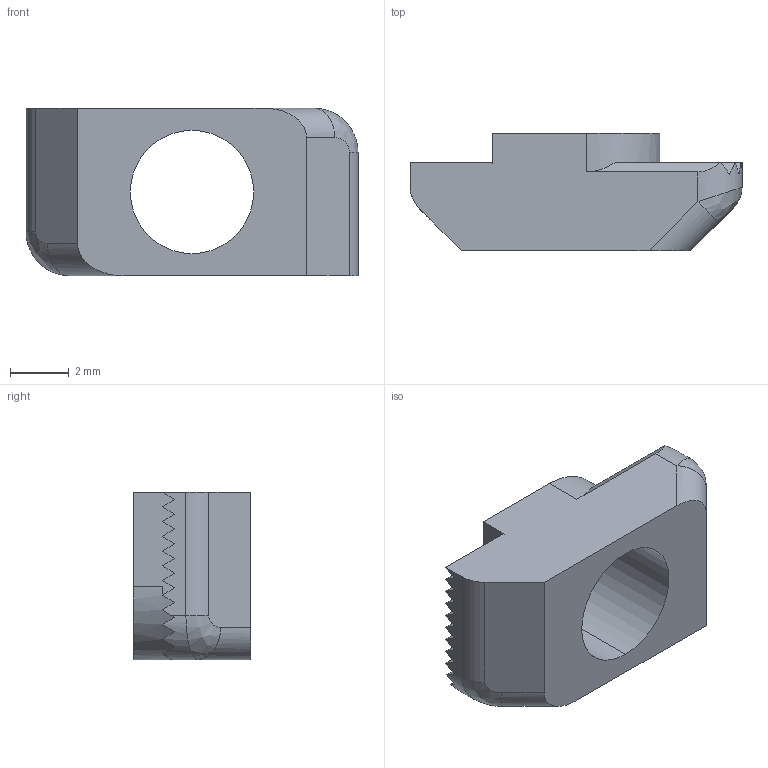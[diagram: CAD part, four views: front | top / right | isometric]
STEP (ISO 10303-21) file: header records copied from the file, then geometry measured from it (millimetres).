
FILE_DESCRIPTION (( 'STEP AP203' ), '1' );
FILE_NAME ('084.302.061.STEP', '2015-05-14T10:16:03', ( '' ), ( '' ), 'SwSTEP 2.0', 'SolidWorks 2012', '' );
FILE_SCHEMA (( 'CONFIG_CONTROL_DESIGN' ));
Length unit declared in the file: millimetre
Products named in the file (1): 084.302.061
Bounding box: 11.3 x 4 x 5.7 mm (x, y, z)
Volume: 140.8 mm3; surface area: 280.1 mm2
Topology: 1 solids, 1 shells, 70 faces, 198 edges, 130 vertices
Faces by surface type: plane 58, cylinder 10, bspline 2
Entity records: 2359 total; most frequent: CARTESIAN_POINT 571, ORIENTED_EDGE 396, DIRECTION 312, EDGE_CURVE 198, LINE 146, VECTOR 146, VERTEX_POINT 130, AXIS2_PLACEMENT_3D 83
